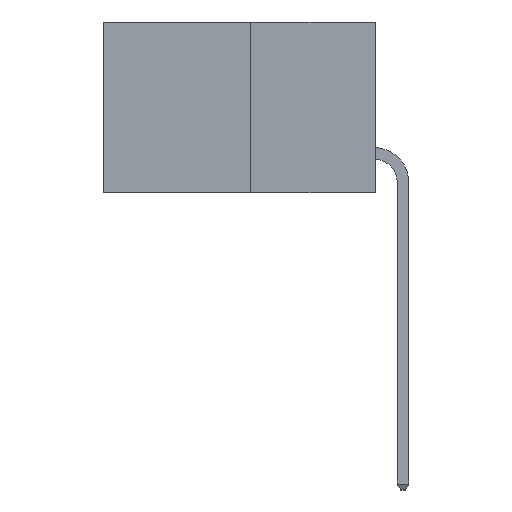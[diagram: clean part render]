
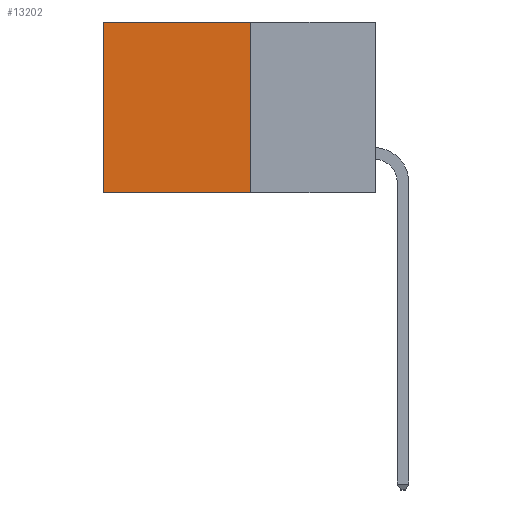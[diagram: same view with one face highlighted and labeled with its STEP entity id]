
A CAD part, left-side view. The second image highlights one B-rep face of the part: STEP entity #13202.
In plain terms, the highlighted planar face has unit normal (-1, 0, 0).
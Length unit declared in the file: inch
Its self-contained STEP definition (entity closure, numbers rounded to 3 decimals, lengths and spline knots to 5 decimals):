
#329 = VECTOR ( 'NONE', #675, 39.37008 ) ;
#565 = VECTOR ( 'NONE', #25453, 39.37008 ) ;
#675 = DIRECTION ( 'NONE',  ( 0., 0., -1. ) ) ;
#1570 = DIRECTION ( 'NONE',  ( 1., 0., 0. ) ) ;
#3101 = CARTESIAN_POINT ( 'NONE',  ( 0.277, 0.27, 0. ) ) ;
#3787 = EDGE_CURVE ( 'NONE', #7430, #23367, #23053, .T. ) ;
#4122 = VERTEX_POINT ( 'NONE', #22525 ) ;
#5051 = FACE_OUTER_BOUND ( 'NONE', #16597, .T. ) ;
#6037 = LINE ( 'NONE', #21449, #565 ) ;
#6075 = CARTESIAN_POINT ( 'NONE',  ( 0.277, 0.27, -0.37 ) ) ;
#6882 = LINE ( 'NONE', #7340, #21886 ) ;
#7340 = CARTESIAN_POINT ( 'NONE',  ( 0.277, 0.27, -0.37 ) ) ;
#7430 = VERTEX_POINT ( 'NONE', #17844 ) ;
#7748 = ORIENTED_EDGE ( 'NONE', *, *, #15542, .F. ) ;
#8135 = VERTEX_POINT ( 'NONE', #6075 ) ;
#8537 = ORIENTED_EDGE ( 'NONE', *, *, #3787, .T. ) ;
#10332 = EDGE_CURVE ( 'NONE', #23367, #4122, #26114, .T. ) ;
#11761 = CARTESIAN_POINT ( 'NONE',  ( 0.277, 0.59, 0. ) ) ;
#12231 = VECTOR ( 'NONE', #15380, 39.37008 ) ;
#13202 = ADVANCED_FACE ( 'NONE', ( #5051 ), #25933, .F. ) ;
#13844 = CARTESIAN_POINT ( 'NONE',  ( 0.277, 0.27, -0.37 ) ) ;
#14944 = ORIENTED_EDGE ( 'NONE', *, *, #10332, .T. ) ;
#15113 = ORIENTED_EDGE ( 'NONE', *, *, #22118, .F. ) ;
#15380 = DIRECTION ( 'NONE',  ( 0., 1., 0. ) ) ;
#15542 = EDGE_CURVE ( 'NONE', #7430, #8135, #6037, .T. ) ;
#15897 = DIRECTION ( 'NONE',  ( 0., 0., -1. ) ) ;
#16182 = AXIS2_PLACEMENT_3D ( 'NONE', #13844, #1570, #15897 ) ;
#16597 = EDGE_LOOP ( 'NONE', ( #14944, #15113, #7748, #8537 ) ) ;
#17844 = CARTESIAN_POINT ( 'NONE',  ( 0.277, 0.27, 0. ) ) ;
#21449 = CARTESIAN_POINT ( 'NONE',  ( 0.277, 0.27, -0.37 ) ) ;
#21886 = VECTOR ( 'NONE', #25809, 39.37008 ) ;
#22118 = EDGE_CURVE ( 'NONE', #8135, #4122, #6882, .T. ) ;
#22525 = CARTESIAN_POINT ( 'NONE',  ( 0.277, 0.59, -0.37 ) ) ;
#23053 = LINE ( 'NONE', #3101, #12231 ) ;
#23367 = VERTEX_POINT ( 'NONE', #11761 ) ;
#25078 = CARTESIAN_POINT ( 'NONE',  ( 0.277, 0.59, -0.37 ) ) ;
#25453 = DIRECTION ( 'NONE',  ( 0., 0., -1. ) ) ;
#25809 = DIRECTION ( 'NONE',  ( 0., 1., 0. ) ) ;
#25933 = PLANE ( 'NONE',  #16182 ) ;
#26114 = LINE ( 'NONE', #25078, #329 ) ;
